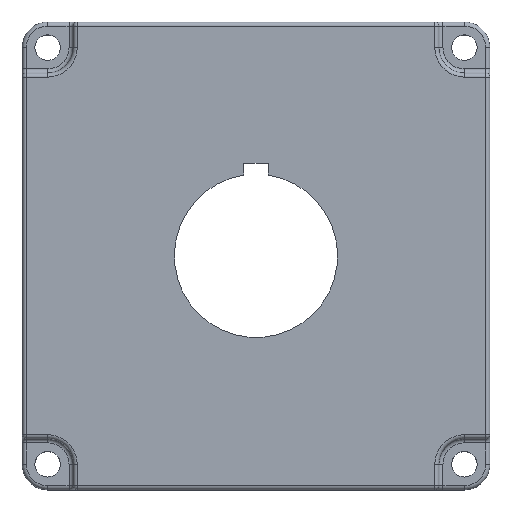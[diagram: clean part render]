
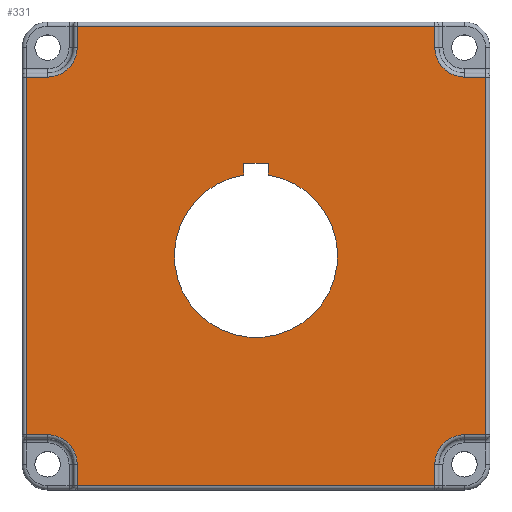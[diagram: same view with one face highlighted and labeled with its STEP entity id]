
A CAD part, top view. The second image highlights one B-rep face of the part: STEP entity #331.
In plain terms, the highlighted planar face has unit normal (0, 0, 1).
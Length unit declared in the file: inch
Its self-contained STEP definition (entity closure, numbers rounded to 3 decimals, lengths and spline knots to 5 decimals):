
#331=ADVANCED_FACE('',(#503,#504),#472,.T.);
#472=PLANE('',#2347);
#503=FACE_BOUND('',#537,.T.);
#504=FACE_BOUND('',#538,.T.);
#537=EDGE_LOOP('',(#877,#878,#879,#880));
#538=EDGE_LOOP('',(#881,#882,#883,#884,#885,#886,#887,#888,#889,#890,#891,
#892,#893,#894,#895,#896));
#697=CIRCLE('',#2342,0.6);
#698=CIRCLE('',#2343,0.218);
#699=CIRCLE('',#2344,0.218);
#700=CIRCLE('',#2345,0.218);
#701=CIRCLE('',#2346,0.218);
#877=ORIENTED_EDGE('',*,*,#1723,.T.);
#878=ORIENTED_EDGE('',*,*,#1724,.T.);
#879=ORIENTED_EDGE('',*,*,#1725,.T.);
#880=ORIENTED_EDGE('',*,*,#1726,.F.);
#881=ORIENTED_EDGE('',*,*,#1727,.T.);
#882=ORIENTED_EDGE('',*,*,#1728,.T.);
#883=ORIENTED_EDGE('',*,*,#1729,.T.);
#884=ORIENTED_EDGE('',*,*,#1730,.T.);
#885=ORIENTED_EDGE('',*,*,#1731,.T.);
#886=ORIENTED_EDGE('',*,*,#1732,.T.);
#887=ORIENTED_EDGE('',*,*,#1733,.T.);
#888=ORIENTED_EDGE('',*,*,#1734,.T.);
#889=ORIENTED_EDGE('',*,*,#1735,.T.);
#890=ORIENTED_EDGE('',*,*,#1736,.T.);
#891=ORIENTED_EDGE('',*,*,#1737,.T.);
#892=ORIENTED_EDGE('',*,*,#1738,.T.);
#893=ORIENTED_EDGE('',*,*,#1739,.T.);
#894=ORIENTED_EDGE('',*,*,#1740,.T.);
#895=ORIENTED_EDGE('',*,*,#1741,.T.);
#896=ORIENTED_EDGE('',*,*,#1742,.T.);
#1529=VERTEX_POINT('',#3437);
#1530=VERTEX_POINT('',#3438);
#1531=VERTEX_POINT('',#3440);
#1532=VERTEX_POINT('',#3442);
#1533=VERTEX_POINT('',#3445);
#1534=VERTEX_POINT('',#3446);
#1535=VERTEX_POINT('',#3448);
#1536=VERTEX_POINT('',#3450);
#1537=VERTEX_POINT('',#3452);
#1538=VERTEX_POINT('',#3454);
#1539=VERTEX_POINT('',#3456);
#1540=VERTEX_POINT('',#3458);
#1541=VERTEX_POINT('',#3460);
#1542=VERTEX_POINT('',#3462);
#1543=VERTEX_POINT('',#3464);
#1544=VERTEX_POINT('',#3466);
#1545=VERTEX_POINT('',#3468);
#1546=VERTEX_POINT('',#3470);
#1547=VERTEX_POINT('',#3472);
#1548=VERTEX_POINT('',#3474);
#1723=EDGE_CURVE('',#1529,#1530,#2049,.T.);
#1724=EDGE_CURVE('',#1530,#1531,#2050,.T.);
#1725=EDGE_CURVE('',#1531,#1532,#2051,.T.);
#1726=EDGE_CURVE('',#1529,#1532,#697,.T.);
#1727=EDGE_CURVE('',#1533,#1534,#2052,.T.);
#1728=EDGE_CURVE('',#1534,#1535,#2053,.T.);
#1729=EDGE_CURVE('',#1535,#1536,#698,.T.);
#1730=EDGE_CURVE('',#1536,#1537,#2054,.T.);
#1731=EDGE_CURVE('',#1537,#1538,#2055,.T.);
#1732=EDGE_CURVE('',#1538,#1539,#2056,.T.);
#1733=EDGE_CURVE('',#1539,#1540,#699,.T.);
#1734=EDGE_CURVE('',#1540,#1541,#2057,.T.);
#1735=EDGE_CURVE('',#1541,#1542,#2058,.T.);
#1736=EDGE_CURVE('',#1542,#1543,#2059,.T.);
#1737=EDGE_CURVE('',#1543,#1544,#700,.T.);
#1738=EDGE_CURVE('',#1544,#1545,#2060,.T.);
#1739=EDGE_CURVE('',#1545,#1546,#2061,.T.);
#1740=EDGE_CURVE('',#1546,#1547,#2062,.T.);
#1741=EDGE_CURVE('',#1547,#1548,#701,.T.);
#1742=EDGE_CURVE('',#1548,#1533,#2063,.T.);
#2049=LINE('',#3436,#2195);
#2050=LINE('',#3439,#2196);
#2051=LINE('',#3441,#2197);
#2052=LINE('',#3444,#2198);
#2053=LINE('',#3447,#2199);
#2054=LINE('',#3451,#2200);
#2055=LINE('',#3453,#2201);
#2056=LINE('',#3455,#2202);
#2057=LINE('',#3459,#2203);
#2058=LINE('',#3461,#2204);
#2059=LINE('',#3463,#2205);
#2060=LINE('',#3467,#2206);
#2061=LINE('',#3469,#2207);
#2062=LINE('',#3471,#2208);
#2063=LINE('',#3475,#2209);
#2195=VECTOR('',#2659,1.);
#2196=VECTOR('',#2660,1.);
#2197=VECTOR('',#2661,1.);
#2198=VECTOR('',#2664,1.);
#2199=VECTOR('',#2665,1.);
#2200=VECTOR('',#2668,1.);
#2201=VECTOR('',#2669,1.);
#2202=VECTOR('',#2670,1.);
#2203=VECTOR('',#2673,1.);
#2204=VECTOR('',#2674,1.);
#2205=VECTOR('',#2675,1.);
#2206=VECTOR('',#2678,1.);
#2207=VECTOR('',#2679,1.);
#2208=VECTOR('',#2680,1.);
#2209=VECTOR('',#2683,1.);
#2342=AXIS2_PLACEMENT_3D('',#3443,#2662,#2663);
#2343=AXIS2_PLACEMENT_3D('',#3449,#2666,#2667);
#2344=AXIS2_PLACEMENT_3D('',#3457,#2671,#2672);
#2345=AXIS2_PLACEMENT_3D('',#3465,#2676,#2677);
#2346=AXIS2_PLACEMENT_3D('',#3473,#2681,#2682);
#2347=AXIS2_PLACEMENT_3D('',#3476,#2684,#2685);
#2659=DIRECTION('',(0.,1.,0.));
#2660=DIRECTION('',(1.,0.,0.));
#2661=DIRECTION('',(0.,-1.,0.));
#2662=DIRECTION('',(0.,0.,1.));
#2663=DIRECTION('',(0.,-1.,0.));
#2664=DIRECTION('',(0.,-1.,0.));
#2665=DIRECTION('',(1.,0.,0.));
#2666=DIRECTION('',(0.,0.,-1.));
#2667=DIRECTION('',(0.,-1.,0.));
#2668=DIRECTION('',(0.,-1.,0.));
#2669=DIRECTION('',(1.,0.,0.));
#2670=DIRECTION('',(0.,1.,0.));
#2671=DIRECTION('',(0.,0.,-1.));
#2672=DIRECTION('',(0.,-1.,0.));
#2673=DIRECTION('',(1.,0.,0.));
#2674=DIRECTION('',(0.,1.,0.));
#2675=DIRECTION('',(-1.,0.,0.));
#2676=DIRECTION('',(0.,0.,-1.));
#2677=DIRECTION('',(0.,-1.,0.));
#2678=DIRECTION('',(0.,1.,0.));
#2679=DIRECTION('',(-1.,0.,0.));
#2680=DIRECTION('',(0.,-1.,0.));
#2681=DIRECTION('',(0.,0.,-1.));
#2682=DIRECTION('',(0.,-1.,0.));
#2683=DIRECTION('',(-1.,0.,0.));
#2684=DIRECTION('',(0.,0.,1.));
#2685=DIRECTION('',(1.,0.,0.));
#3436=CARTESIAN_POINT('',(1.68624,2.93106,3.497));
#3437=CARTESIAN_POINT('',(1.68624,2.96828,3.497));
#3438=CARTESIAN_POINT('',(1.68624,3.05606,3.497));
#3439=CARTESIAN_POINT('',(1.77624,3.05606,3.497));
#3440=CARTESIAN_POINT('',(1.86624,3.05606,3.497));
#3441=CARTESIAN_POINT('',(1.86624,2.93106,3.497));
#3442=CARTESIAN_POINT('',(1.86624,2.96828,3.497));
#3443=CARTESIAN_POINT('',(1.77624,2.37506,3.497));
#3444=CARTESIAN_POINT('',(0.08724,2.37506,3.497));
#3445=CARTESIAN_POINT('',(0.08724,3.68906,3.497));
#3446=CARTESIAN_POINT('',(0.08724,1.06106,3.497));
#3447=CARTESIAN_POINT('',(0.24424,1.06106,3.497));
#3448=CARTESIAN_POINT('',(0.24424,1.06106,3.497));
#3449=CARTESIAN_POINT('',(0.24424,0.84306,3.497));
#3450=CARTESIAN_POINT('',(0.46224,0.84306,3.497));
#3451=CARTESIAN_POINT('',(0.46224,0.65606,3.497));
#3452=CARTESIAN_POINT('',(0.46224,0.68606,3.497));
#3453=CARTESIAN_POINT('',(1.77624,0.68606,3.497));
#3454=CARTESIAN_POINT('',(3.09024,0.68606,3.497));
#3455=CARTESIAN_POINT('',(3.09024,0.84306,3.497));
#3456=CARTESIAN_POINT('',(3.09024,0.84306,3.497));
#3457=CARTESIAN_POINT('',(3.30824,0.84306,3.497));
#3458=CARTESIAN_POINT('',(3.30824,1.06106,3.497));
#3459=CARTESIAN_POINT('',(3.49524,1.06106,3.497));
#3460=CARTESIAN_POINT('',(3.46524,1.06106,3.497));
#3461=CARTESIAN_POINT('',(3.46524,2.37506,3.497));
#3462=CARTESIAN_POINT('',(3.46524,3.68906,3.497));
#3463=CARTESIAN_POINT('',(3.30824,3.68906,3.497));
#3464=CARTESIAN_POINT('',(3.30824,3.68906,3.497));
#3465=CARTESIAN_POINT('',(3.30824,3.90706,3.497));
#3466=CARTESIAN_POINT('',(3.09024,3.90706,3.497));
#3467=CARTESIAN_POINT('',(3.09024,4.09406,3.497));
#3468=CARTESIAN_POINT('',(3.09024,4.06406,3.497));
#3469=CARTESIAN_POINT('',(1.77624,4.06406,3.497));
#3470=CARTESIAN_POINT('',(0.46224,4.06406,3.497));
#3471=CARTESIAN_POINT('',(0.46224,3.90706,3.497));
#3472=CARTESIAN_POINT('',(0.46224,3.90706,3.497));
#3473=CARTESIAN_POINT('',(0.24424,3.90706,3.497));
#3474=CARTESIAN_POINT('',(0.24424,3.68906,3.497));
#3475=CARTESIAN_POINT('',(0.05724,3.68906,3.497));
#3476=CARTESIAN_POINT('',(1.77624,2.37506,3.497));
